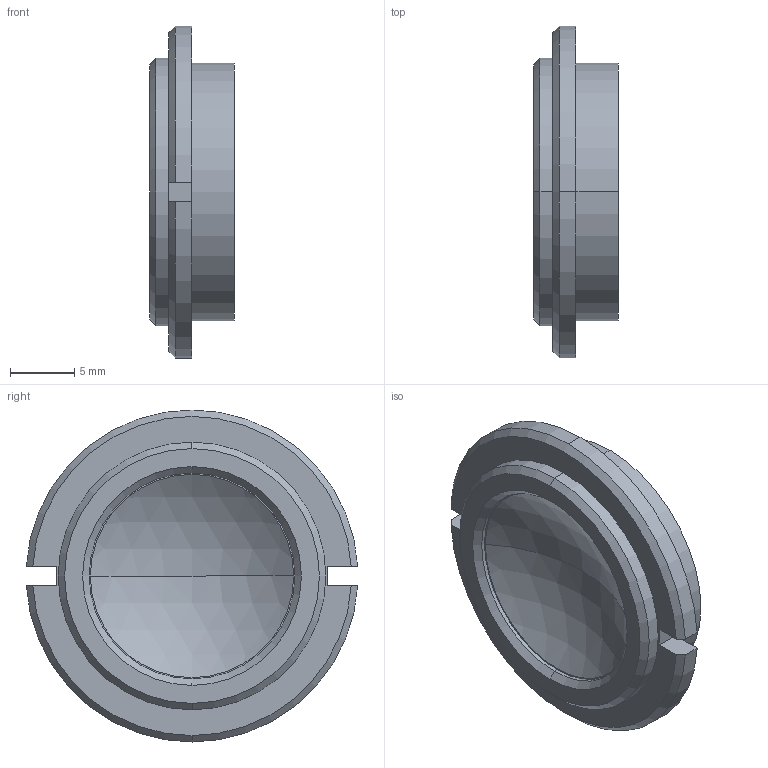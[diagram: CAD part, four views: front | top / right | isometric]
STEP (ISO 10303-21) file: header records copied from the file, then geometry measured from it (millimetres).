
FILE_DESCRIPTION (( 'STEP AP203' ), '1' );
FILE_NAME ('DP21697-A_PCCDLFAT.step', '2021-12-14T11:55:03', ( '' ), ( '' ), 'SwSTEP 2.0', 'SolidWorks 2021', '' );
FILE_SCHEMA (( 'CONFIG_CONTROL_DESIGN' ));
Length unit declared in the file: millimetre
Products named in the file (1): DP21697-A_PCCDLFAT
Bounding box: 6.6 x 25.76 x 25.8 mm (x, y, z)
Surface area: 2157.5 mm2 (no closed solid volume)
Topology: 0 solids, 3 shells, 38 faces, 88 edges, 57 vertices
Faces by surface type: cylinder 13, plane 12, cone 11, sphere 2
Entity records: 1183 total; most frequent: CARTESIAN_POINT 208, DIRECTION 206, ORIENTED_EDGE 168, EDGE_CURVE 88, AXIS2_PLACEMENT_3D 83, VERTEX_POINT 57, CIRCLE 44, EDGE_LOOP 43
